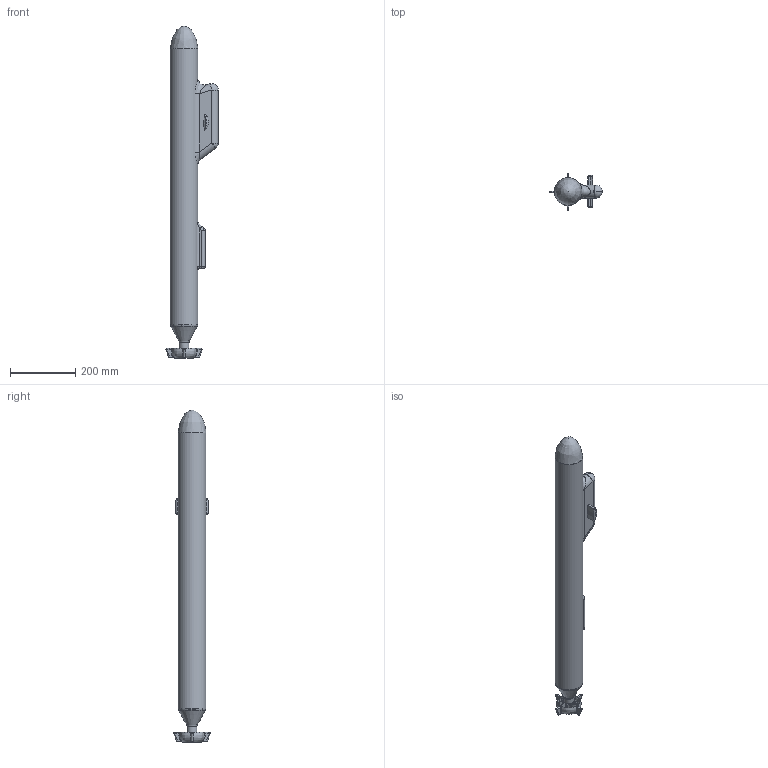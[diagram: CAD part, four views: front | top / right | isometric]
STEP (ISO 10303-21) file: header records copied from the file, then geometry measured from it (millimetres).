
FILE_DESCRIPTION(('FreeCAD Model'),'2;1');
FILE_NAME('Open CASCADE Shape Model','2025-04-26T04:25:35',('FreeCAD'),( 'FreeCAD'),'Open CASCADE STEP processor 7.6','FreeCAD','Unknown');
FILE_SCHEMA(('AUTOMOTIVE_DESIGN { 1 0 10303 214 1 1 1 1 }'));
Length unit declared in the file: millimetre
Products named in the file (1): Open CASCADE STEP translator 7.6 1
Bounding box: 161.43 x 112.83 x 1020 mm (x, y, z)
Volume: 345170.2 mm3; surface area: 600319.6 mm2
Topology: 2 solids, 2 shells, 319 faces, 831 edges, 462 vertices
Faces by surface type: cylinder 89, torus 82, bspline 73, plane 55, sphere 18, cone 2
Full cylindrical faces by diameter (mm): 28 x1, 30 x1, 83 x1, 85 x1
Entity records: 14671 total; most frequent: CARTESIAN_POINT 7447, ORIENTED_EDGE 1580, DIRECTION 1481, EDGE_CURVE 790, AXIS2_PLACEMENT_3D 656, VERTEX_POINT 462, CIRCLE 397, FACE_BOUND 326
